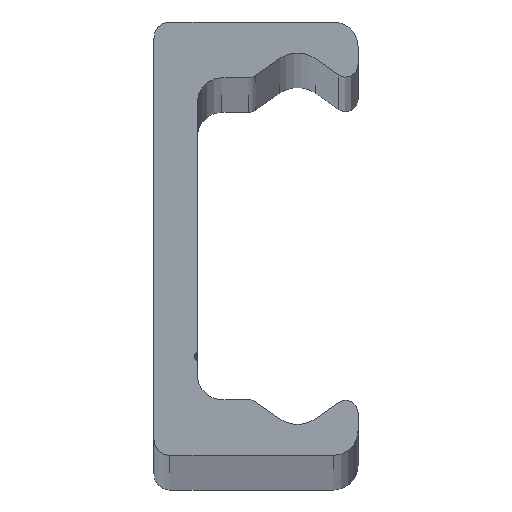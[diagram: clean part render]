
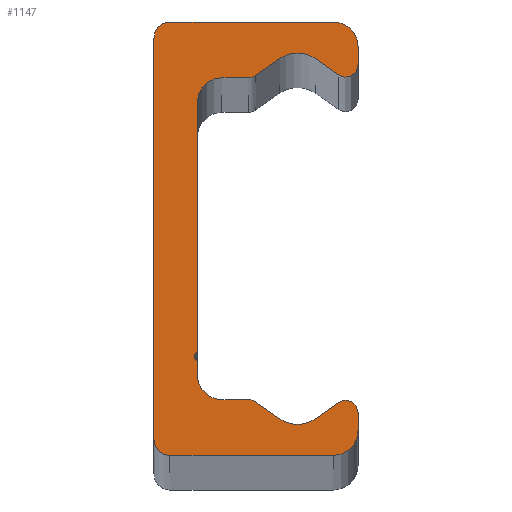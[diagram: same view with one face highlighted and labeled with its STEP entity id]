
A CAD part, top view. The second image highlights one B-rep face of the part: STEP entity #1147.
In plain terms, the highlighted planar face has unit normal (0, 0, 1).
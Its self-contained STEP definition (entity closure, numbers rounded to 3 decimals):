
#34=VECTOR('',#1504,1.);
#39=VECTOR('',#1516,1.);
#43=VECTOR('',#1527,1.);
#47=VECTOR('',#1538,1.);
#51=VECTOR('',#1549,1.);
#55=VECTOR('',#1560,1.);
#59=VECTOR('',#1571,1.);
#63=VECTOR('',#1582,1.);
#67=VECTOR('',#1593,1.);
#71=VECTOR('',#1604,1.);
#75=VECTOR('',#1615,1.);
#79=VECTOR('',#1626,1.);
#83=VECTOR('',#1637,1.);
#86=LINE('',#1809,#34);
#91=LINE('',#1824,#39);
#95=LINE('',#1836,#43);
#99=LINE('',#1848,#47);
#103=LINE('',#1860,#51);
#107=LINE('',#1872,#55);
#111=LINE('',#1884,#59);
#115=LINE('',#1896,#63);
#119=LINE('',#1908,#67);
#123=LINE('',#1920,#71);
#127=LINE('',#1932,#75);
#131=LINE('',#1944,#79);
#135=LINE('',#1956,#83);
#151=PLANE('',#1301);
#233=VERTEX_POINT('',#1810);
#234=VERTEX_POINT('',#1811);
#237=VERTEX_POINT('',#1819);
#239=VERTEX_POINT('',#1825);
#241=VERTEX_POINT('',#1831);
#243=VERTEX_POINT('',#1837);
#245=VERTEX_POINT('',#1843);
#247=VERTEX_POINT('',#1849);
#249=VERTEX_POINT('',#1855);
#251=VERTEX_POINT('',#1861);
#253=VERTEX_POINT('',#1867);
#255=VERTEX_POINT('',#1873);
#257=VERTEX_POINT('',#1879);
#259=VERTEX_POINT('',#1885);
#261=VERTEX_POINT('',#1891);
#263=VERTEX_POINT('',#1897);
#265=VERTEX_POINT('',#1903);
#267=VERTEX_POINT('',#1909);
#269=VERTEX_POINT('',#1915);
#271=VERTEX_POINT('',#1921);
#273=VERTEX_POINT('',#1927);
#275=VERTEX_POINT('',#1933);
#277=VERTEX_POINT('',#1939);
#279=VERTEX_POINT('',#1945);
#281=VERTEX_POINT('',#1951);
#283=VERTEX_POINT('',#1957);
#345=CIRCLE('',#1251,2.);
#347=CIRCLE('',#1255,1.);
#349=CIRCLE('',#1259,2.5);
#351=CIRCLE('',#1263,1.);
#353=CIRCLE('',#1267,2.);
#355=CIRCLE('',#1271,0.5);
#357=CIRCLE('',#1275,2.);
#359=CIRCLE('',#1279,1.);
#361=CIRCLE('',#1283,2.5);
#363=CIRCLE('',#1287,1.);
#365=CIRCLE('',#1291,2.);
#367=CIRCLE('',#1295,1.3);
#369=CIRCLE('',#1299,1.3);
#431=EDGE_CURVE('',#233,#234,#86,.T.);
#435=EDGE_CURVE('',#234,#237,#345,.T.);
#438=EDGE_CURVE('',#237,#239,#91,.T.);
#441=EDGE_CURVE('',#239,#241,#347,.T.);
#444=EDGE_CURVE('',#241,#243,#95,.T.);
#447=EDGE_CURVE('',#243,#245,#349,.T.);
#450=EDGE_CURVE('',#245,#247,#99,.T.);
#453=EDGE_CURVE('',#247,#249,#351,.T.);
#456=EDGE_CURVE('',#249,#251,#103,.T.);
#459=EDGE_CURVE('',#251,#253,#353,.T.);
#462=EDGE_CURVE('',#253,#255,#107,.T.);
#465=EDGE_CURVE('',#255,#257,#355,.T.);
#468=EDGE_CURVE('',#257,#259,#111,.T.);
#471=EDGE_CURVE('',#259,#261,#357,.T.);
#474=EDGE_CURVE('',#261,#263,#115,.T.);
#477=EDGE_CURVE('',#263,#265,#359,.T.);
#480=EDGE_CURVE('',#265,#267,#119,.T.);
#483=EDGE_CURVE('',#267,#269,#361,.T.);
#486=EDGE_CURVE('',#269,#271,#123,.T.);
#489=EDGE_CURVE('',#271,#273,#363,.T.);
#492=EDGE_CURVE('',#273,#275,#127,.T.);
#495=EDGE_CURVE('',#275,#277,#365,.T.);
#498=EDGE_CURVE('',#277,#279,#131,.T.);
#501=EDGE_CURVE('',#279,#281,#367,.T.);
#504=EDGE_CURVE('',#281,#283,#135,.T.);
#507=EDGE_CURVE('',#283,#233,#369,.T.);
#733=ORIENTED_EDGE('',*,*,#431,.F.);
#734=ORIENTED_EDGE('',*,*,#507,.F.);
#735=ORIENTED_EDGE('',*,*,#504,.F.);
#736=ORIENTED_EDGE('',*,*,#501,.F.);
#737=ORIENTED_EDGE('',*,*,#498,.F.);
#738=ORIENTED_EDGE('',*,*,#495,.F.);
#739=ORIENTED_EDGE('',*,*,#492,.F.);
#740=ORIENTED_EDGE('',*,*,#489,.F.);
#741=ORIENTED_EDGE('',*,*,#486,.F.);
#742=ORIENTED_EDGE('',*,*,#483,.F.);
#743=ORIENTED_EDGE('',*,*,#480,.F.);
#744=ORIENTED_EDGE('',*,*,#477,.F.);
#745=ORIENTED_EDGE('',*,*,#474,.F.);
#746=ORIENTED_EDGE('',*,*,#471,.F.);
#747=ORIENTED_EDGE('',*,*,#468,.F.);
#748=ORIENTED_EDGE('',*,*,#465,.F.);
#749=ORIENTED_EDGE('',*,*,#462,.F.);
#750=ORIENTED_EDGE('',*,*,#459,.F.);
#751=ORIENTED_EDGE('',*,*,#456,.F.);
#752=ORIENTED_EDGE('',*,*,#453,.F.);
#753=ORIENTED_EDGE('',*,*,#450,.F.);
#754=ORIENTED_EDGE('',*,*,#447,.F.);
#755=ORIENTED_EDGE('',*,*,#444,.F.);
#756=ORIENTED_EDGE('',*,*,#441,.F.);
#757=ORIENTED_EDGE('',*,*,#438,.F.);
#758=ORIENTED_EDGE('',*,*,#435,.F.);
#931=EDGE_LOOP('',(#733,#734,#735,#736,#737,#738,#739,#740,#741,#742,#743,
#744,#745,#746,#747,#748,#749,#750,#751,#752,#753,#754,#755,#756,#757,#758));
#1079=FACE_BOUND('',#931,.T.);
#1147=ADVANCED_FACE('',(#1079),#151,.T.);
#1251=AXIS2_PLACEMENT_3D('',#1818,#1510,#1511);
#1255=AXIS2_PLACEMENT_3D('',#1830,#1521,#1522);
#1259=AXIS2_PLACEMENT_3D('',#1842,#1532,#1533);
#1263=AXIS2_PLACEMENT_3D('',#1854,#1543,#1544);
#1267=AXIS2_PLACEMENT_3D('',#1866,#1554,#1555);
#1271=AXIS2_PLACEMENT_3D('',#1878,#1565,#1566);
#1275=AXIS2_PLACEMENT_3D('',#1890,#1576,#1577);
#1279=AXIS2_PLACEMENT_3D('',#1902,#1587,#1588);
#1283=AXIS2_PLACEMENT_3D('',#1914,#1598,#1599);
#1287=AXIS2_PLACEMENT_3D('',#1926,#1609,#1610);
#1291=AXIS2_PLACEMENT_3D('',#1938,#1620,#1621);
#1295=AXIS2_PLACEMENT_3D('',#1950,#1631,#1632);
#1299=AXIS2_PLACEMENT_3D('',#1962,#1642,#1643);
#1301=AXIS2_PLACEMENT_3D('',#1964,#1646,$);
#1504=DIRECTION('',(1.,0.,0.));
#1510=DIRECTION('',(0.,0.,-1.));
#1511=DIRECTION('',(2.,0.,0.));
#1516=DIRECTION('',(0.,-1.,0.));
#1521=DIRECTION('',(0.,0.,-1.));
#1522=DIRECTION('',(1.,0.,0.));
#1527=DIRECTION('',(-0.819,0.574,0.));
#1532=DIRECTION('',(0.,0.,1.));
#1533=DIRECTION('',(2.5,0.,0.));
#1538=DIRECTION('',(-0.819,-0.574,0.));
#1543=DIRECTION('',(0.,0.,-1.));
#1544=DIRECTION('',(1.,0.,0.));
#1549=DIRECTION('',(-1.,0.,0.));
#1554=DIRECTION('',(0.,0.,1.));
#1555=DIRECTION('',(2.,0.,0.));
#1560=DIRECTION('',(0.,-1.,0.));
#1565=DIRECTION('',(0.,0.,1.));
#1566=DIRECTION('',(0.5,0.,0.));
#1571=DIRECTION('',(0.,-1.,0.));
#1576=DIRECTION('',(0.,0.,1.));
#1577=DIRECTION('',(2.,0.,0.));
#1582=DIRECTION('',(1.,0.,0.));
#1587=DIRECTION('',(0.,0.,-1.));
#1588=DIRECTION('',(1.,0.,0.));
#1593=DIRECTION('',(0.819,-0.574,0.));
#1598=DIRECTION('',(0.,0.,1.));
#1599=DIRECTION('',(2.5,0.,0.));
#1604=DIRECTION('',(0.819,0.574,0.));
#1609=DIRECTION('',(0.,0.,-1.));
#1610=DIRECTION('',(1.,0.,0.));
#1615=DIRECTION('',(0.,-1.,0.));
#1620=DIRECTION('',(0.,0.,-1.));
#1621=DIRECTION('',(2.,0.,0.));
#1626=DIRECTION('',(-1.,0.,0.));
#1631=DIRECTION('',(0.,0.,-1.));
#1632=DIRECTION('',(1.3,0.,0.));
#1637=DIRECTION('',(0.,1.,0.));
#1642=DIRECTION('',(0.,0.,-1.));
#1643=DIRECTION('',(1.3,0.,0.));
#1646=DIRECTION('',(0.,0.,1.));
#1809=CARTESIAN_POINT('',(14.5,17.5,1600.));
#1810=CARTESIAN_POINT('',(1.3,17.5,1600.));
#1811=CARTESIAN_POINT('',(14.5,17.5,1600.));
#1818=CARTESIAN_POINT('',(14.5,15.5,1600.));
#1819=CARTESIAN_POINT('',(16.5,15.5,1600.));
#1824=CARTESIAN_POINT('',(16.5,14.042,1600.));
#1825=CARTESIAN_POINT('',(16.5,14.042,1600.));
#1830=CARTESIAN_POINT('',(15.5,14.042,1600.));
#1831=CARTESIAN_POINT('',(14.926,13.223,1600.));
#1836=CARTESIAN_POINT('',(13.034,14.548,1600.));
#1837=CARTESIAN_POINT('',(13.034,14.548,1600.));
#1842=CARTESIAN_POINT('',(11.6,12.5,1600.));
#1843=CARTESIAN_POINT('',(10.166,14.548,1600.));
#1848=CARTESIAN_POINT('',(8.214,13.181,1600.));
#1849=CARTESIAN_POINT('',(8.214,13.181,1600.));
#1854=CARTESIAN_POINT('',(7.64,14.,1600.));
#1855=CARTESIAN_POINT('',(7.64,13.,1600.));
#1860=CARTESIAN_POINT('',(5.5,13.,1600.));
#1861=CARTESIAN_POINT('',(5.5,13.,1600.));
#1866=CARTESIAN_POINT('',(5.5,11.,1600.));
#1867=CARTESIAN_POINT('',(3.5,11.,1600.));
#1872=CARTESIAN_POINT('',(3.5,-9.067,1600.));
#1873=CARTESIAN_POINT('',(3.5,-9.067,1600.));
#1878=CARTESIAN_POINT('',(3.75,-9.5,1600.));
#1879=CARTESIAN_POINT('',(3.5,-9.933,1600.));
#1884=CARTESIAN_POINT('',(3.5,-11.,1600.));
#1885=CARTESIAN_POINT('',(3.5,-11.,1600.));
#1890=CARTESIAN_POINT('',(5.5,-11.,1600.));
#1891=CARTESIAN_POINT('',(5.5,-13.,1600.));
#1896=CARTESIAN_POINT('',(7.64,-13.,1600.));
#1897=CARTESIAN_POINT('',(7.64,-13.,1600.));
#1902=CARTESIAN_POINT('',(7.64,-14.,1600.));
#1903=CARTESIAN_POINT('',(8.214,-13.181,1600.));
#1908=CARTESIAN_POINT('',(10.166,-14.548,1600.));
#1909=CARTESIAN_POINT('',(10.166,-14.548,1600.));
#1914=CARTESIAN_POINT('',(11.6,-12.5,1600.));
#1915=CARTESIAN_POINT('',(13.034,-14.548,1600.));
#1920=CARTESIAN_POINT('',(14.926,-13.223,1600.));
#1921=CARTESIAN_POINT('',(14.926,-13.223,1600.));
#1926=CARTESIAN_POINT('',(15.5,-14.042,1600.));
#1927=CARTESIAN_POINT('',(16.5,-14.042,1600.));
#1932=CARTESIAN_POINT('',(16.5,-15.5,1600.));
#1933=CARTESIAN_POINT('',(16.5,-15.5,1600.));
#1938=CARTESIAN_POINT('',(14.5,-15.5,1600.));
#1939=CARTESIAN_POINT('',(14.5,-17.5,1600.));
#1944=CARTESIAN_POINT('',(1.3,-17.5,1600.));
#1945=CARTESIAN_POINT('',(1.3,-17.5,1600.));
#1950=CARTESIAN_POINT('',(1.3,-16.2,1600.));
#1951=CARTESIAN_POINT('',(0.,-16.2,1600.));
#1956=CARTESIAN_POINT('',(0.,16.2,1600.));
#1957=CARTESIAN_POINT('',(0.,16.2,1600.));
#1962=CARTESIAN_POINT('',(1.3,16.2,1600.));
#1964=CARTESIAN_POINT('',(5.942,-0.014,1600.));
